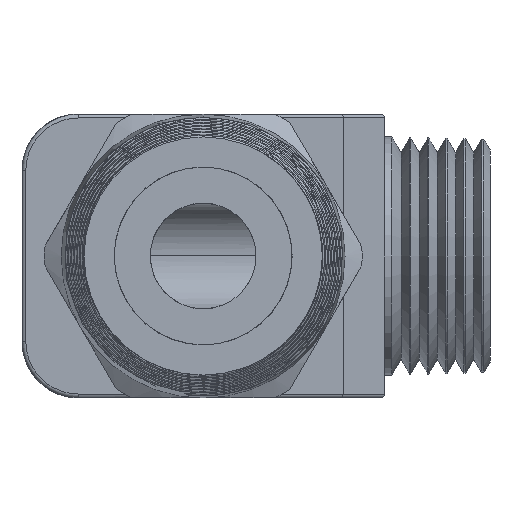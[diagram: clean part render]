
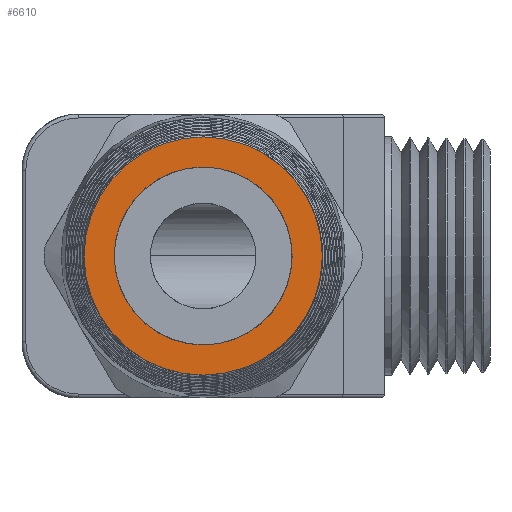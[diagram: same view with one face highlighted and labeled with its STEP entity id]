
A CAD part, left-side view. The second image highlights one B-rep face of the part: STEP entity #6610.
In plain terms, the highlighted planar face has unit normal (-1, 0, 0).
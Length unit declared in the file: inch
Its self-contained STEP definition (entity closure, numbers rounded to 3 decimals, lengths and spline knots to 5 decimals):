
#5720 = EDGE_CURVE ( 'NONE', #5721, #5722, #11203, .T. ) ;
#5721 = VERTEX_POINT ( 'NONE', #11196 ) ;
#5722 = VERTEX_POINT ( 'NONE', #11195 ) ;
#6562 = EDGE_CURVE ( 'NONE', #6617, #6618, #11613, .T. ) ;
#6610 = ADVANCED_FACE ( 'NONE', ( #13495, #13542 ), #13535, .T. ) ;
#6611 = EDGE_LOOP ( 'NONE', ( #6612, #6614 ) ) ;
#6612 = ORIENTED_EDGE ( 'NONE', *, *, #6613, .T. ) ;
#6613 = EDGE_CURVE ( 'NONE', #5722, #5721, #13491, .T. ) ;
#6614 = ORIENTED_EDGE ( 'NONE', *, *, #5720, .T. ) ;
#6617 = VERTEX_POINT ( 'NONE', #13534 ) ;
#6618 = VERTEX_POINT ( 'NONE', #13548 ) ;
#6621 = EDGE_LOOP ( 'NONE', ( #6622, #6623 ) ) ;
#6622 = ORIENTED_EDGE ( 'NONE', *, *, #6562, .F. ) ;
#6623 = ORIENTED_EDGE ( 'NONE', *, *, #6624, .F. ) ;
#6624 = EDGE_CURVE ( 'NONE', #6618, #6617, #13547, .T. ) ;
#11195 = CARTESIAN_POINT ( 'NONE',  ( -3.112, 0., -0.3946 ) ) ;
#11196 = CARTESIAN_POINT ( 'NONE',  ( -3.112, 0., 0.3946 ) ) ;
#11197 = DIRECTION ( 'NONE',  ( 0., 0., 1. ) ) ;
#11198 = DIRECTION ( 'NONE',  ( -1., 0., 0. ) ) ;
#11199 = CARTESIAN_POINT ( 'NONE',  ( -3.112, 0., 0. ) ) ;
#11200 = AXIS2_PLACEMENT_3D ( 'NONE', #11199, #11198, #11197 ) ;
#11203 = CIRCLE ( 'NONE', #11200, 0.3946 ) ;
#11609 = DIRECTION ( 'NONE',  ( 0., 0., 1. ) ) ;
#11610 = DIRECTION ( 'NONE',  ( -1., 0., 0. ) ) ;
#11611 = CARTESIAN_POINT ( 'NONE',  ( -3.112, 0., 0. ) ) ;
#11612 = AXIS2_PLACEMENT_3D ( 'NONE', #11611, #11610, #11609 ) ;
#11613 = CIRCLE ( 'NONE', #11612, 0.2946 ) ;
#13491 = CIRCLE ( 'NONE', #13560, 0.3946 ) ;
#13495 = FACE_OUTER_BOUND ( 'NONE', #6611, .T. ) ;
#13496 = CARTESIAN_POINT ( 'NONE',  ( -3.112, 0., 0. ) ) ;
#13511 = AXIS2_PLACEMENT_3D ( 'NONE', #13519, #13533, #13525 ) ;
#13519 = CARTESIAN_POINT ( 'NONE',  ( -3.112, 0., 0. ) ) ;
#13524 = DIRECTION ( 'NONE',  ( -1., 0., 0. ) ) ;
#13525 = DIRECTION ( 'NONE',  ( 0., 0., 1. ) ) ;
#13526 = DIRECTION ( 'NONE',  ( 0., 0., 1. ) ) ;
#13533 = DIRECTION ( 'NONE',  ( -1., 0., 0. ) ) ;
#13534 = CARTESIAN_POINT ( 'NONE',  ( -3.112, 0., -0.2946 ) ) ;
#13535 = PLANE ( 'NONE',  #13511 ) ;
#13538 = CARTESIAN_POINT ( 'NONE',  ( -3.112, 0., 0. ) ) ;
#13539 = AXIS2_PLACEMENT_3D ( 'NONE', #13538, #13546, #13558 ) ;
#13542 = FACE_BOUND ( 'NONE', #6621, .T. ) ;
#13546 = DIRECTION ( 'NONE',  ( -1., 0., 0. ) ) ;
#13547 = CIRCLE ( 'NONE', #13539, 0.2946 ) ;
#13548 = CARTESIAN_POINT ( 'NONE',  ( -3.112, 0., 0.2946 ) ) ;
#13558 = DIRECTION ( 'NONE',  ( 0., 0., 1. ) ) ;
#13560 = AXIS2_PLACEMENT_3D ( 'NONE', #13496, #13524, #13526 ) ;
